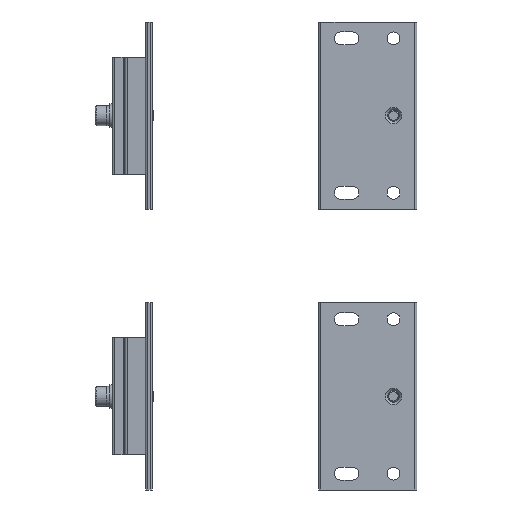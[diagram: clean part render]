
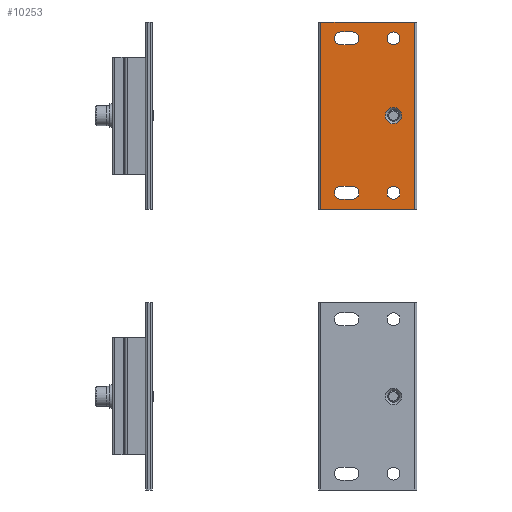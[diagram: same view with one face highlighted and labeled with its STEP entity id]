
A CAD part, front view. The second image highlights one B-rep face of the part: STEP entity #10253.
In plain terms, the highlighted planar face has unit normal (0, -1, 0).
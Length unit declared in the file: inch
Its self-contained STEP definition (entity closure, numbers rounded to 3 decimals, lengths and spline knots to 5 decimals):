
#3 = VECTOR ( 'NONE', #9118, 39.37008 ) ;
#39 = DIRECTION ( 'NONE',  ( 0., -1., 0. ) ) ;
#56 = VECTOR ( 'NONE', #10671, 39.37008 ) ;
#692 = EDGE_CURVE ( 'NONE', #11824, #11824, #2931, .T. ) ;
#797 = FACE_BOUND ( 'NONE', #6924, .T. ) ;
#855 = CARTESIAN_POINT ( 'NONE',  ( 0.7874, -0.11811, -2.87402 ) ) ;
#1031 = EDGE_CURVE ( 'NONE', #3412, #9060, #8170, .T. ) ;
#1067 = VECTOR ( 'NONE', #2501, 39.37008 ) ;
#1175 = DIRECTION ( 'NONE',  ( 0., -1., 0. ) ) ;
#1601 = AXIS2_PLACEMENT_3D ( 'NONE', #11035, #5533, #2479 ) ;
#1648 = AXIS2_PLACEMENT_3D ( 'NONE', #5744, #5916, #9604 ) ;
#1650 = EDGE_CURVE ( 'NONE', #5859, #1968, #6374, .T. ) ;
#1777 = AXIS2_PLACEMENT_3D ( 'NONE', #855, #3657, #10192 ) ;
#1968 = VERTEX_POINT ( 'NONE', #8699 ) ;
#2082 = CARTESIAN_POINT ( 'NONE',  ( 0.09843, -0.11811, -0.27559 ) ) ;
#2110 = LINE ( 'NONE', #6788, #11623 ) ;
#2297 = CARTESIAN_POINT ( 'NONE',  ( 0.55118, -0.11811, -2.98228 ) ) ;
#2479 = DIRECTION ( 'NONE',  ( 1., 0., 0. ) ) ;
#2501 = DIRECTION ( 'NONE',  ( 1., 0., 0. ) ) ;
#2556 = LINE ( 'NONE', #11724, #11559 ) ;
#2619 = EDGE_CURVE ( 'NONE', #9553, #2929, #2110, .T. ) ;
#2620 = LINE ( 'NONE', #8078, #3 ) ;
#2788 = FACE_BOUND ( 'NONE', #3547, .T. ) ;
#2794 = VERTEX_POINT ( 'NONE', #7598 ) ;
#2929 = VERTEX_POINT ( 'NONE', #11182 ) ;
#2931 = CIRCLE ( 'NONE', #1777, 0.10827 ) ;
#2954 = DIRECTION ( 'NONE',  ( 0., 0., 1. ) ) ;
#3200 = EDGE_CURVE ( 'NONE', #9060, #7458, #2620, .T. ) ;
#3338 = CARTESIAN_POINT ( 'NONE',  ( -0.09843, -0.11811, -0.16732 ) ) ;
#3412 = VERTEX_POINT ( 'NONE', #3338 ) ;
#3476 = FACE_BOUND ( 'NONE', #8102, .T. ) ;
#3484 = LINE ( 'NONE', #8936, #1067 ) ;
#3547 = EDGE_LOOP ( 'NONE', ( #7017, #7362, #11853, #5986 ) ) ;
#3596 = CARTESIAN_POINT ( 'NONE',  ( 0.55118, -0.11811, -1.5748 ) ) ;
#3657 = DIRECTION ( 'NONE',  ( 0., -1., 0. ) ) ;
#3659 = PLANE ( 'NONE',  #4062 ) ;
#4042 = CARTESIAN_POINT ( 'NONE',  ( -0.43307, -0.11811, -3.14961 ) ) ;
#4062 = AXIS2_PLACEMENT_3D ( 'NONE', #3596, #11791, #5309 ) ;
#4466 = ORIENTED_EDGE ( 'NONE', *, *, #1031, .F. ) ;
#4488 = CARTESIAN_POINT ( 'NONE',  ( 0.7874, -0.11811, -0.27559 ) ) ;
#4513 = FACE_OUTER_BOUND ( 'NONE', #7300, .T. ) ;
#4514 = AXIS2_PLACEMENT_3D ( 'NONE', #8178, #5474, #4552 ) ;
#4552 = DIRECTION ( 'NONE',  ( 0., 0., 1. ) ) ;
#4761 = ORIENTED_EDGE ( 'NONE', *, *, #3200, .F. ) ;
#4776 = ORIENTED_EDGE ( 'NONE', *, *, #10139, .F. ) ;
#5262 = EDGE_CURVE ( 'NONE', #1968, #8443, #9373, .T. ) ;
#5309 = DIRECTION ( 'NONE',  ( 0., 0., 1. ) ) ;
#5348 = CARTESIAN_POINT ( 'NONE',  ( 0.09843, -0.11811, -0.38386 ) ) ;
#5371 = FACE_BOUND ( 'NONE', #11377, .T. ) ;
#5423 = LINE ( 'NONE', #9106, #56 ) ;
#5445 = VERTEX_POINT ( 'NONE', #5985 ) ;
#5474 = DIRECTION ( 'NONE',  ( 0., -1., 0. ) ) ;
#5533 = DIRECTION ( 'NONE',  ( 0., -1., 0. ) ) ;
#5623 = CARTESIAN_POINT ( 'NONE',  ( 1.14173, -0.11811, -3.14961 ) ) ;
#5641 = CARTESIAN_POINT ( 'NONE',  ( 0.09843, -0.11811, -2.87402 ) ) ;
#5744 = CARTESIAN_POINT ( 'NONE',  ( -0.09843, -0.11811, -2.87402 ) ) ;
#5804 = DIRECTION ( 'NONE',  ( 0., 0., 1. ) ) ;
#5859 = VERTEX_POINT ( 'NONE', #9107 ) ;
#5916 = DIRECTION ( 'NONE',  ( 0., -1., 0. ) ) ;
#5985 = CARTESIAN_POINT ( 'NONE',  ( 1.14173, -0.11811, 0. ) ) ;
#5986 = ORIENTED_EDGE ( 'NONE', *, *, #1650, .F. ) ;
#6009 = DIRECTION ( 'NONE',  ( 1., 0., 0. ) ) ;
#6201 = ORIENTED_EDGE ( 'NONE', *, *, #8417, .F. ) ;
#6209 = CARTESIAN_POINT ( 'NONE',  ( 1.14173, -0.11811, -1.5748 ) ) ;
#6338 = EDGE_CURVE ( 'NONE', #7458, #6895, #7650, .T. ) ;
#6360 = CARTESIAN_POINT ( 'NONE',  ( -0.09843, -0.11811, -2.76575 ) ) ;
#6374 = CIRCLE ( 'NONE', #6944, 0.10827 ) ;
#6472 = EDGE_CURVE ( 'NONE', #8443, #7316, #10548, .T. ) ;
#6486 = EDGE_CURVE ( 'NONE', #2929, #5445, #3484, .T. ) ;
#6501 = FACE_BOUND ( 'NONE', #8122, .T. ) ;
#6608 = ORIENTED_EDGE ( 'NONE', *, *, #6486, .F. ) ;
#6788 = CARTESIAN_POINT ( 'NONE',  ( -0.43307, -0.11811, -1.5748 ) ) ;
#6803 = ORIENTED_EDGE ( 'NONE', *, *, #692, .F. ) ;
#6895 = VERTEX_POINT ( 'NONE', #10377 ) ;
#6924 = EDGE_LOOP ( 'NONE', ( #6201 ) ) ;
#6944 = AXIS2_PLACEMENT_3D ( 'NONE', #5641, #39, #2954 ) ;
#7017 = ORIENTED_EDGE ( 'NONE', *, *, #10598, .F. ) ;
#7300 = EDGE_LOOP ( 'NONE', ( #8730, #8574, #4776, #6608 ) ) ;
#7316 = VERTEX_POINT ( 'NONE', #9397 ) ;
#7362 = ORIENTED_EDGE ( 'NONE', *, *, #6472, .F. ) ;
#7457 = AXIS2_PLACEMENT_3D ( 'NONE', #2082, #1175, #5804 ) ;
#7458 = VERTEX_POINT ( 'NONE', #5348 ) ;
#7598 = CARTESIAN_POINT ( 'NONE',  ( 0.9252, -0.11811, -1.5748 ) ) ;
#7609 = VECTOR ( 'NONE', #6009, 39.37008 ) ;
#7650 = CIRCLE ( 'NONE', #7457, 0.10827 ) ;
#7695 = DIRECTION ( 'NONE',  ( 0., 0., 1. ) ) ;
#7832 = DIRECTION ( 'NONE',  ( 0., 0., -1. ) ) ;
#8010 = LINE ( 'NONE', #6209, #11019 ) ;
#8078 = CARTESIAN_POINT ( 'NONE',  ( 0.55118, -0.11811, -0.38386 ) ) ;
#8102 = EDGE_LOOP ( 'NONE', ( #10803 ) ) ;
#8122 = EDGE_LOOP ( 'NONE', ( #6803 ) ) ;
#8141 = CARTESIAN_POINT ( 'NONE',  ( 0.7874, -0.11811, -0.16732 ) ) ;
#8167 = EDGE_CURVE ( 'NONE', #11105, #9553, #2556, .T. ) ;
#8170 = CIRCLE ( 'NONE', #4514, 0.10827 ) ;
#8178 = CARTESIAN_POINT ( 'NONE',  ( -0.09843, -0.11811, -0.27559 ) ) ;
#8273 = CIRCLE ( 'NONE', #9047, 0.10827 ) ;
#8417 = EDGE_CURVE ( 'NONE', #11798, #11798, #8273, .T. ) ;
#8443 = VERTEX_POINT ( 'NONE', #6360 ) ;
#8574 = ORIENTED_EDGE ( 'NONE', *, *, #8167, .F. ) ;
#8699 = CARTESIAN_POINT ( 'NONE',  ( 0.09843, -0.11811, -2.76575 ) ) ;
#8730 = ORIENTED_EDGE ( 'NONE', *, *, #2619, .F. ) ;
#8763 = CIRCLE ( 'NONE', #1601, 0.1378 ) ;
#8936 = CARTESIAN_POINT ( 'NONE',  ( 0.55118, -0.11811, 0. ) ) ;
#9047 = AXIS2_PLACEMENT_3D ( 'NONE', #4488, #9317, #11025 ) ;
#9060 = VERTEX_POINT ( 'NONE', #9378 ) ;
#9106 = CARTESIAN_POINT ( 'NONE',  ( 0.55118, -0.11811, -0.16732 ) ) ;
#9107 = CARTESIAN_POINT ( 'NONE',  ( 0.09843, -0.11811, -2.98228 ) ) ;
#9118 = DIRECTION ( 'NONE',  ( 1., 0., 0. ) ) ;
#9317 = DIRECTION ( 'NONE',  ( 0., -1., 0. ) ) ;
#9373 = LINE ( 'NONE', #11255, #11529 ) ;
#9378 = CARTESIAN_POINT ( 'NONE',  ( -0.09843, -0.11811, -0.38386 ) ) ;
#9390 = ORIENTED_EDGE ( 'NONE', *, *, #6338, .F. ) ;
#9397 = CARTESIAN_POINT ( 'NONE',  ( -0.09843, -0.11811, -2.98228 ) ) ;
#9553 = VERTEX_POINT ( 'NONE', #4042 ) ;
#9604 = DIRECTION ( 'NONE',  ( 0., 0., 1. ) ) ;
#9766 = DIRECTION ( 'NONE',  ( -1., 0., 0. ) ) ;
#9864 = CARTESIAN_POINT ( 'NONE',  ( 0.7874, -0.11811, -2.76575 ) ) ;
#10139 = EDGE_CURVE ( 'NONE', #5445, #11105, #8010, .T. ) ;
#10192 = DIRECTION ( 'NONE',  ( 0., 0., 1. ) ) ;
#10218 = DIRECTION ( 'NONE',  ( -1., 0., 0. ) ) ;
#10253 = ADVANCED_FACE ( 'NONE', ( #2788, #5371, #3476, #797, #6501, #4513 ), #3659, .F. ) ;
#10377 = CARTESIAN_POINT ( 'NONE',  ( 0.09843, -0.11811, -0.16732 ) ) ;
#10548 = CIRCLE ( 'NONE', #1648, 0.10827 ) ;
#10598 = EDGE_CURVE ( 'NONE', #7316, #5859, #10608, .T. ) ;
#10608 = LINE ( 'NONE', #2297, #7609 ) ;
#10612 = EDGE_CURVE ( 'NONE', #2794, #2794, #8763, .T. ) ;
#10671 = DIRECTION ( 'NONE',  ( -1., 0., 0. ) ) ;
#10803 = ORIENTED_EDGE ( 'NONE', *, *, #10612, .F. ) ;
#11019 = VECTOR ( 'NONE', #7832, 39.37008 ) ;
#11025 = DIRECTION ( 'NONE',  ( 0., 0., 1. ) ) ;
#11035 = CARTESIAN_POINT ( 'NONE',  ( 0.7874, -0.11811, -1.5748 ) ) ;
#11105 = VERTEX_POINT ( 'NONE', #5623 ) ;
#11182 = CARTESIAN_POINT ( 'NONE',  ( -0.43307, -0.11811, 0. ) ) ;
#11228 = EDGE_CURVE ( 'NONE', #6895, #3412, #5423, .T. ) ;
#11255 = CARTESIAN_POINT ( 'NONE',  ( 0.55118, -0.11811, -2.76575 ) ) ;
#11377 = EDGE_LOOP ( 'NONE', ( #9390, #4761, #4466, #11707 ) ) ;
#11529 = VECTOR ( 'NONE', #10218, 39.37008 ) ;
#11559 = VECTOR ( 'NONE', #9766, 39.37008 ) ;
#11623 = VECTOR ( 'NONE', #7695, 39.37008 ) ;
#11707 = ORIENTED_EDGE ( 'NONE', *, *, #11228, .F. ) ;
#11724 = CARTESIAN_POINT ( 'NONE',  ( 0.55118, -0.11811, -3.14961 ) ) ;
#11791 = DIRECTION ( 'NONE',  ( 0., 1., 0. ) ) ;
#11798 = VERTEX_POINT ( 'NONE', #8141 ) ;
#11824 = VERTEX_POINT ( 'NONE', #9864 ) ;
#11853 = ORIENTED_EDGE ( 'NONE', *, *, #5262, .F. ) ;
